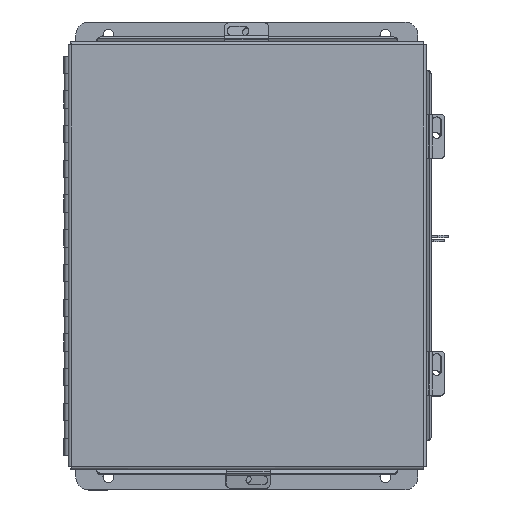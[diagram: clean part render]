
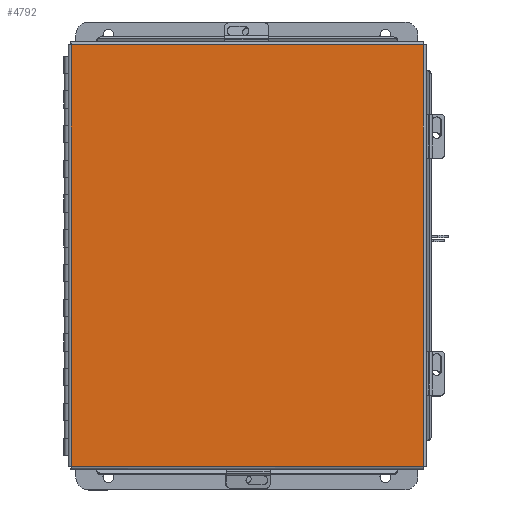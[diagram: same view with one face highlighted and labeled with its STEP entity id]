
A CAD part, top view. The second image highlights one B-rep face of the part: STEP entity #4792.
In plain terms, the highlighted face is planar.
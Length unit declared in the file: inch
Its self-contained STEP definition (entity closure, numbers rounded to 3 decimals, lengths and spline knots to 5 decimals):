
#123 = VERTEX_POINT ( 'NONE', #2867 ) ;
#389 = VERTEX_POINT ( 'NONE', #7956 ) ;
#1015 = CARTESIAN_POINT ( 'NONE',  ( 5.06855, 6.07448, -0.0747 ) ) ;
#1933 = ORIENTED_EDGE ( 'NONE', *, *, #16003, .T. ) ;
#2726 = EDGE_CURVE ( 'NONE', #389, #3786, #4958, .T. ) ;
#2867 = CARTESIAN_POINT ( 'NONE',  ( 5.06855, -6.06855, -0.0747 ) ) ;
#3219 = VECTOR ( 'NONE', #7506, 39.37008 ) ;
#3786 = VERTEX_POINT ( 'NONE', #11123 ) ;
#4356 = EDGE_CURVE ( 'NONE', #9132, #123, #8118, .T. ) ;
#4541 = VECTOR ( 'NONE', #5418, 39.37008 ) ;
#4792 = ADVANCED_FACE ( 'NONE', ( #15339 ), #16860, .T. ) ;
#4951 = AXIS2_PLACEMENT_3D ( 'NONE', #9274, #6917, #12258 ) ;
#4958 = LINE ( 'NONE', #7485, #4541 ) ;
#5418 = DIRECTION ( 'NONE',  ( 0., 1., 0. ) ) ;
#5804 = ORIENTED_EDGE ( 'NONE', *, *, #8186, .T. ) ;
#6734 = DIRECTION ( 'NONE',  ( 0., -1., 0. ) ) ;
#6917 = DIRECTION ( 'NONE',  ( 0., 0., -1. ) ) ;
#7485 = CARTESIAN_POINT ( 'NONE',  ( -5.06855, -6.07448, -0.0747 ) ) ;
#7506 = DIRECTION ( 'NONE',  ( 1., 0., 0. ) ) ;
#7956 = CARTESIAN_POINT ( 'NONE',  ( -5.06855, -6.06855, -0.0747 ) ) ;
#8118 = LINE ( 'NONE', #1015, #11306 ) ;
#8186 = EDGE_CURVE ( 'NONE', #3786, #9132, #14065, .T. ) ;
#9132 = VERTEX_POINT ( 'NONE', #15778 ) ;
#9274 = CARTESIAN_POINT ( 'NONE',  ( 0., 0., -0.0747 ) ) ;
#11123 = CARTESIAN_POINT ( 'NONE',  ( -5.06855, 6.06855, -0.0747 ) ) ;
#11306 = VECTOR ( 'NONE', #6734, 39.37008 ) ;
#12258 = DIRECTION ( 'NONE',  ( -1., 0., 0. ) ) ;
#12903 = CARTESIAN_POINT ( 'NONE',  ( -5.07448, 6.06855, -0.0747 ) ) ;
#13767 = VECTOR ( 'NONE', #16892, 39.37008 ) ;
#14065 = LINE ( 'NONE', #12903, #3219 ) ;
#14179 = LINE ( 'NONE', #15483, #13767 ) ;
#15339 = FACE_OUTER_BOUND ( 'NONE', #15613, .T. ) ;
#15483 = CARTESIAN_POINT ( 'NONE',  ( 5.07448, -6.06855, -0.0747 ) ) ;
#15613 = EDGE_LOOP ( 'NONE', ( #5804, #16694, #1933, #15773 ) ) ;
#15773 = ORIENTED_EDGE ( 'NONE', *, *, #2726, .T. ) ;
#15778 = CARTESIAN_POINT ( 'NONE',  ( 5.06855, 6.06855, -0.0747 ) ) ;
#16003 = EDGE_CURVE ( 'NONE', #123, #389, #14179, .T. ) ;
#16694 = ORIENTED_EDGE ( 'NONE', *, *, #4356, .T. ) ;
#16860 = PLANE ( 'NONE',  #4951 ) ;
#16892 = DIRECTION ( 'NONE',  ( -1., 0., 0. ) ) ;
